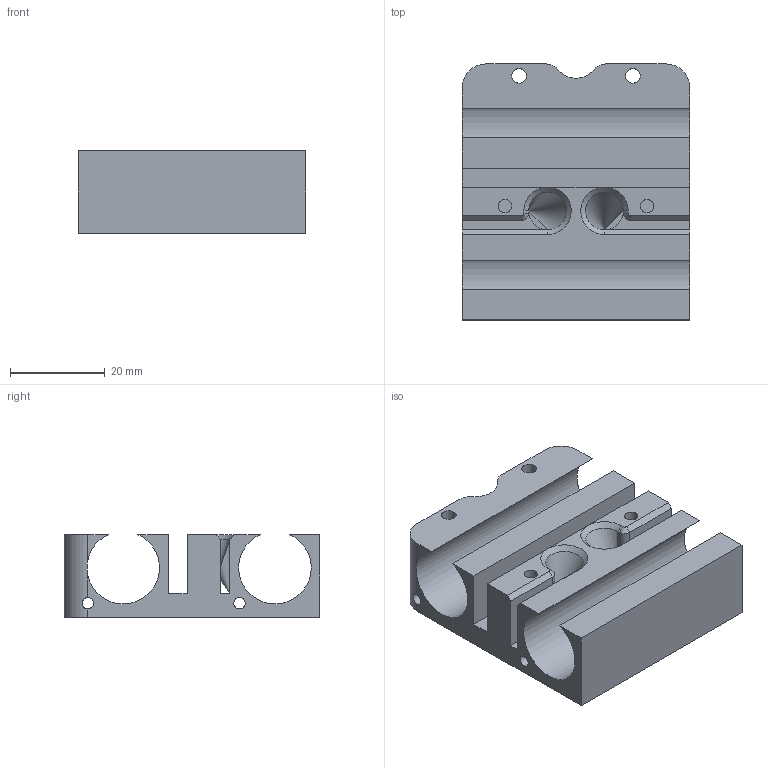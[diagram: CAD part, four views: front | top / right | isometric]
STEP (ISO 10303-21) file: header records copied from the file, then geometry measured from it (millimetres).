
FILE_DESCRIPTION(('FreeCAD Model'),'2;1');
FILE_NAME('Open CASCADE Shape Model','2021-12-25T14:35:50',('Author'),( ''),'Open CASCADE STEP processor 7.5','FreeCAD','Unknown');
FILE_SCHEMA(('AUTOMOTIVE_DESIGN { 1 0 10303 214 1 1 1 1 }'));
Length unit declared in the file: millimetre
Products named in the file (1): carriage
Bounding box: 48 x 54 x 17.5 mm (x, y, z)
Surface area: 14788.7 mm2 (no closed solid volume)
Topology: 0 solids, 1 shells, 64 faces, 181 edges, 119 vertices
Faces by surface type: plane 39, cylinder 21, cone 4
Full cylindrical faces by diameter (mm): 2.4 x2, 2.8 x2, 3.1 x4, 8 x2
Entity records: 5774 total; most frequent: CARTESIAN_POINT 2333, DIRECTION 592, ORIENTED_EDGE 360, PCURVE 360, DEFINITIONAL_REPRESENTATION 360, LINE 326, VECTOR 326, EDGE_CURVE 180
